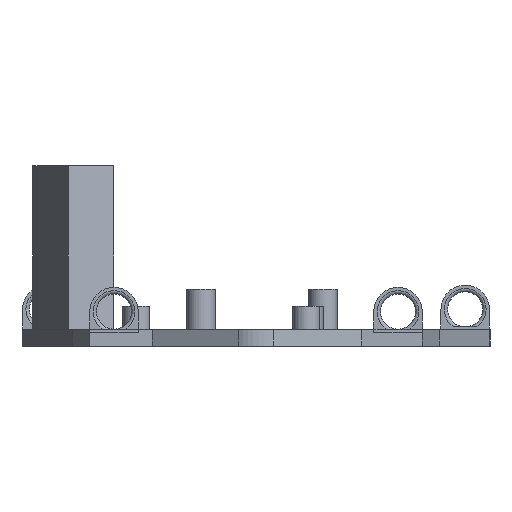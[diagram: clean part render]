
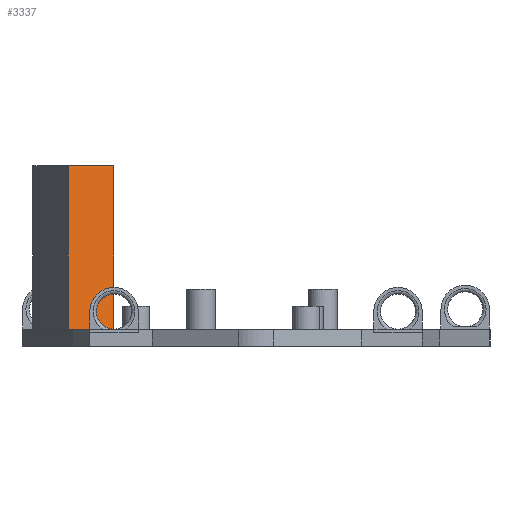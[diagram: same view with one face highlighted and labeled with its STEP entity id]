
A CAD part, left-side view. The second image highlights one B-rep face of the part: STEP entity #3337.
In plain terms, the highlighted face is planar.
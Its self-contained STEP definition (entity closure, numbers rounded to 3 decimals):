
#247=PLANE('',#3655);
#399=LINE('',#5316,#691);
#411=LINE('',#5341,#703);
#415=LINE('',#5349,#707);
#417=LINE('',#5352,#709);
#691=VECTOR('',#4251,10.);
#703=VECTOR('',#4277,10.);
#707=VECTOR('',#4285,10.);
#709=VECTOR('',#4289,10.);
#1045=FACE_OUTER_BOUND('',#1253,.T.);
#1253=EDGE_LOOP('',(#2701,#2702,#2703,#2704));
#1701=VERTEX_POINT('',#5313);
#1702=VERTEX_POINT('',#5315);
#1708=VERTEX_POINT('',#5339);
#1710=VERTEX_POINT('',#5348);
#2054=EDGE_CURVE('',#1701,#1702,#399,.T.);
#2066=EDGE_CURVE('',#1708,#1701,#411,.T.);
#2070=EDGE_CURVE('',#1710,#1702,#415,.T.);
#2072=EDGE_CURVE('',#1708,#1710,#417,.T.);
#2701=ORIENTED_EDGE('',*,*,#2072,.T.);
#2702=ORIENTED_EDGE('',*,*,#2070,.T.);
#2703=ORIENTED_EDGE('',*,*,#2054,.F.);
#2704=ORIENTED_EDGE('',*,*,#2066,.F.);
#3337=ADVANCED_FACE('',(#1045),#247,.T.);
#3655=AXIS2_PLACEMENT_3D('',#5351,#4287,#4288);
#4251=DIRECTION('',(0.,-1.,0.));
#4277=DIRECTION('',(0.,0.,1.));
#4285=DIRECTION('',(0.,0.,1.));
#4287=DIRECTION('center_axis',(-1.,0.,0.));
#4288=DIRECTION('ref_axis',(0.,-1.,0.));
#4289=DIRECTION('',(0.,-1.,0.));
#5313=CARTESIAN_POINT('',(0.,15.,54.));
#5315=CARTESIAN_POINT('',(0.,0.,54.));
#5316=CARTESIAN_POINT('',(0.,15.,54.));
#5339=CARTESIAN_POINT('',(0.,15.,0.));
#5341=CARTESIAN_POINT('',(0.,15.,0.));
#5348=CARTESIAN_POINT('',(0.,0.,0.));
#5349=CARTESIAN_POINT('',(0.,0.,0.));
#5351=CARTESIAN_POINT('Origin',(0.,15.,0.));
#5352=CARTESIAN_POINT('',(0.,15.,0.));
